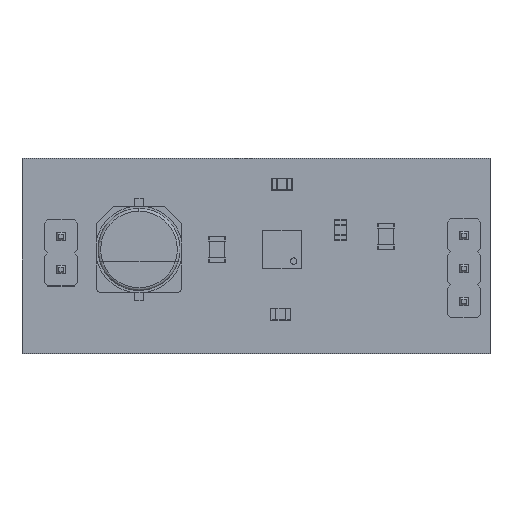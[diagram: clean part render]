
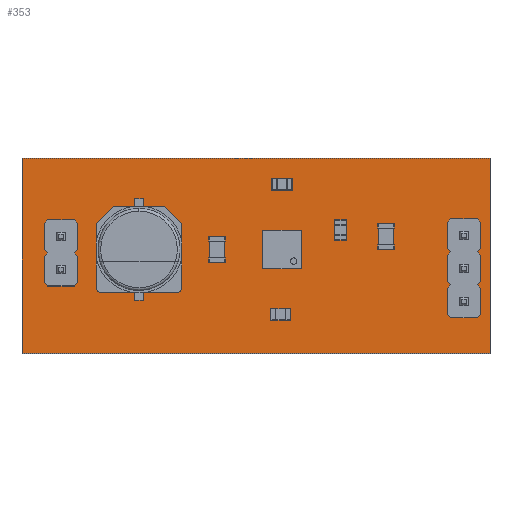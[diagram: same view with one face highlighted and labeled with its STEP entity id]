
A CAD part, top view. The second image highlights one B-rep face of the part: STEP entity #353.
In plain terms, the highlighted planar face has unit normal (0, 0, 1).
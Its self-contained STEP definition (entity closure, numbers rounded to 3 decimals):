
#69 = VERTEX_POINT('',#70);
#70 = CARTESIAN_POINT('',(130.,-103.,0.));
#87 = VERTEX_POINT('',#88);
#88 = CARTESIAN_POINT('',(130.,-88.,0.));
#94 = EDGE_CURVE('',#69,#87,#95,.T.);
#95 = LINE('',#96,#97);
#96 = CARTESIAN_POINT('',(130.,-103.,0.));
#97 = VECTOR('',#98,1.);
#98 = DIRECTION('',(0.,1.,0.));
#109 = VERTEX_POINT('',#110);
#110 = CARTESIAN_POINT('',(166.,-103.,0.));
#125 = EDGE_CURVE('',#109,#69,#126,.T.);
#126 = LINE('',#127,#128);
#127 = CARTESIAN_POINT('',(166.,-103.,0.));
#128 = VECTOR('',#129,1.);
#129 = DIRECTION('',(-1.,0.,0.));
#149 = VERTEX_POINT('',#150);
#150 = CARTESIAN_POINT('',(166.,-88.,0.));
#156 = EDGE_CURVE('',#87,#149,#157,.T.);
#157 = LINE('',#158,#159);
#158 = CARTESIAN_POINT('',(130.,-88.,0.));
#159 = VECTOR('',#160,1.);
#160 = DIRECTION('',(1.,0.,0.));
#178 = EDGE_CURVE('',#149,#109,#179,.T.);
#179 = LINE('',#180,#181);
#180 = CARTESIAN_POINT('',(166.,-88.,0.));
#181 = VECTOR('',#182,1.);
#182 = DIRECTION('',(0.,-1.,0.));
#193 = VERTEX_POINT('',#194);
#194 = CARTESIAN_POINT('',(133.5,-94.,0.));
#210 = EDGE_CURVE('',#193,#193,#211,.T.);
#211 = CIRCLE('',#212,0.5);
#212 = AXIS2_PLACEMENT_3D('',#213,#214,#215);
#213 = CARTESIAN_POINT('',(133.,-94.,0.));
#214 = DIRECTION('',(0.,0.,1.));
#215 = DIRECTION('',(1.,0.,0.));
#226 = VERTEX_POINT('',#227);
#227 = CARTESIAN_POINT('',(133.5,-96.54,0.));
#243 = EDGE_CURVE('',#226,#226,#244,.T.);
#244 = CIRCLE('',#245,0.5);
#245 = AXIS2_PLACEMENT_3D('',#246,#247,#248);
#246 = CARTESIAN_POINT('',(133.,-96.54,0.));
#247 = DIRECTION('',(0.,0.,1.));
#248 = DIRECTION('',(1.,0.,0.));
#259 = VERTEX_POINT('',#260);
#260 = CARTESIAN_POINT('',(164.5,-96.46,0.));
#276 = EDGE_CURVE('',#259,#259,#277,.T.);
#277 = CIRCLE('',#278,0.5);
#278 = AXIS2_PLACEMENT_3D('',#279,#280,#281);
#279 = CARTESIAN_POINT('',(164.,-96.46,0.));
#280 = DIRECTION('',(0.,0.,1.));
#281 = DIRECTION('',(1.,0.,0.));
#292 = VERTEX_POINT('',#293);
#293 = CARTESIAN_POINT('',(164.5,-93.92,0.));
#309 = EDGE_CURVE('',#292,#292,#310,.T.);
#310 = CIRCLE('',#311,0.5);
#311 = AXIS2_PLACEMENT_3D('',#312,#313,#314);
#312 = CARTESIAN_POINT('',(164.,-93.92,0.));
#313 = DIRECTION('',(0.,0.,1.));
#314 = DIRECTION('',(1.,0.,0.));
#325 = VERTEX_POINT('',#326);
#326 = CARTESIAN_POINT('',(164.5,-99.,0.));
#342 = EDGE_CURVE('',#325,#325,#343,.T.);
#343 = CIRCLE('',#344,0.5);
#344 = AXIS2_PLACEMENT_3D('',#345,#346,#347);
#345 = CARTESIAN_POINT('',(164.,-99.,0.));
#346 = DIRECTION('',(0.,0.,1.));
#347 = DIRECTION('',(1.,0.,0.));
#353 = ADVANCED_FACE('',(#354,#360,#363,#366,#369,#372),#375,.T.);
#354 = FACE_BOUND('',#355,.T.);
#355 = EDGE_LOOP('',(#356,#357,#358,#359));
#356 = ORIENTED_EDGE('',*,*,#94,.F.);
#357 = ORIENTED_EDGE('',*,*,#125,.F.);
#358 = ORIENTED_EDGE('',*,*,#178,.F.);
#359 = ORIENTED_EDGE('',*,*,#156,.F.);
#360 = FACE_BOUND('',#361,.T.);
#361 = EDGE_LOOP('',(#362));
#362 = ORIENTED_EDGE('',*,*,#210,.F.);
#363 = FACE_BOUND('',#364,.T.);
#364 = EDGE_LOOP('',(#365));
#365 = ORIENTED_EDGE('',*,*,#243,.F.);
#366 = FACE_BOUND('',#367,.T.);
#367 = EDGE_LOOP('',(#368));
#368 = ORIENTED_EDGE('',*,*,#276,.F.);
#369 = FACE_BOUND('',#370,.T.);
#370 = EDGE_LOOP('',(#371));
#371 = ORIENTED_EDGE('',*,*,#309,.F.);
#372 = FACE_BOUND('',#373,.T.);
#373 = EDGE_LOOP('',(#374));
#374 = ORIENTED_EDGE('',*,*,#342,.F.);
#375 = PLANE('',#376);
#376 = AXIS2_PLACEMENT_3D('',#377,#378,#379);
#377 = CARTESIAN_POINT('',(130.,-103.,0.));
#378 = DIRECTION('',(0.,0.,1.));
#379 = DIRECTION('',(1.,0.,0.));
